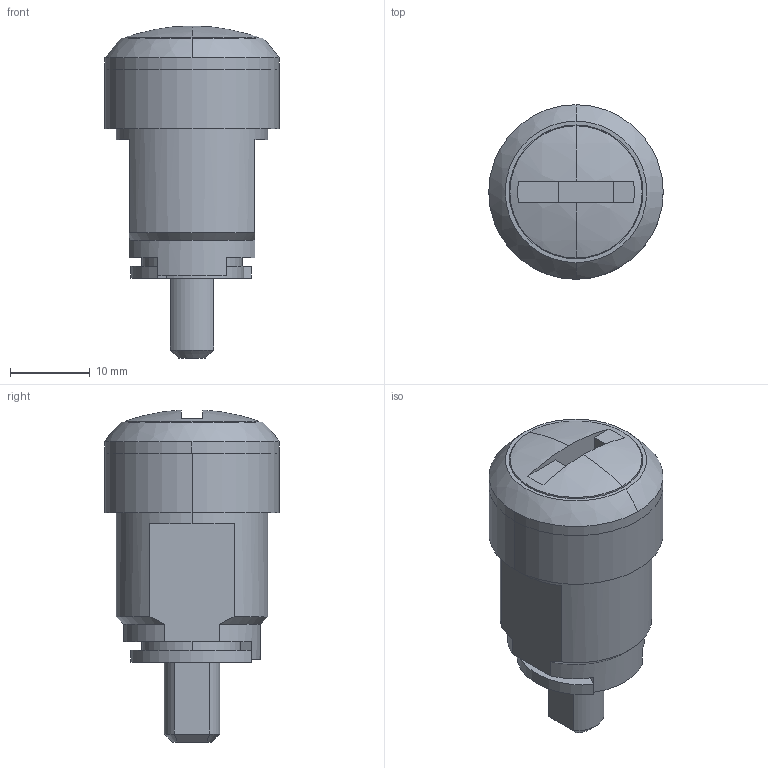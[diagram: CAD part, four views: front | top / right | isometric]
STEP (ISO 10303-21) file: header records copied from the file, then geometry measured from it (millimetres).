
FILE_DESCRIPTION (( 'STEP AP203' ), '1' );
FILE_NAME ('C-466-CG.STEP', '2020-09-08T07:55:47', ( '' ), ( '' ), 'SwSTEP 2.0', 'SolidWorks 2018', '' );
FILE_SCHEMA (( 'CONFIG_CONTROL_DESIGN' ));
Length unit declared in the file: millimetre
Products named in the file (5): C-466-CG_カラー_; C-466-CG_ローター_; C-466-CG_本体_; C-466-CG_ストップカム_; C-466-CG
Assembly tree (4 placements, depth 2):
  C-466-CG
    C-466-CG_本体_
    C-466-CG_ローター_
    C-466-CG_カラー_
    C-466-CG_ストップカム_
Bounding box: 21.9 x 21.9 x 41.66 mm (x, y, z)
Volume: 8770.1 mm3; surface area: 6800.9 mm2
Topology: 4 solids, 4 shells, 80 faces, 191 edges, 126 vertices
Faces by surface type: plane 38, cylinder 34, sphere 4, cone 4
Entity records: 2898 total; most frequent: DIRECTION 449, CARTESIAN_POINT 428, ORIENTED_EDGE 382, EDGE_CURVE 191, AXIS2_PLACEMENT_3D 179, VERTEX_POINT 126, EDGE_LOOP 93, CIRCLE 92
